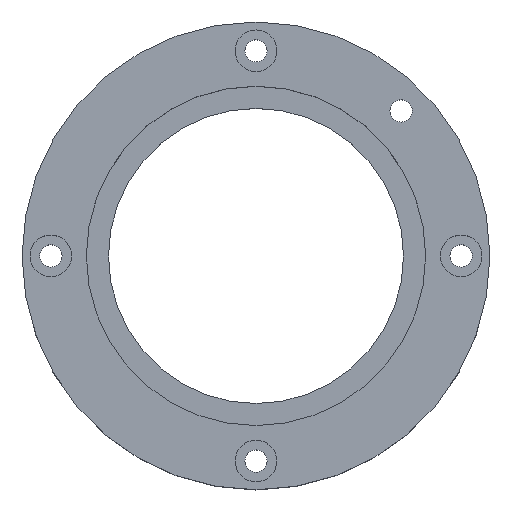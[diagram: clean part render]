
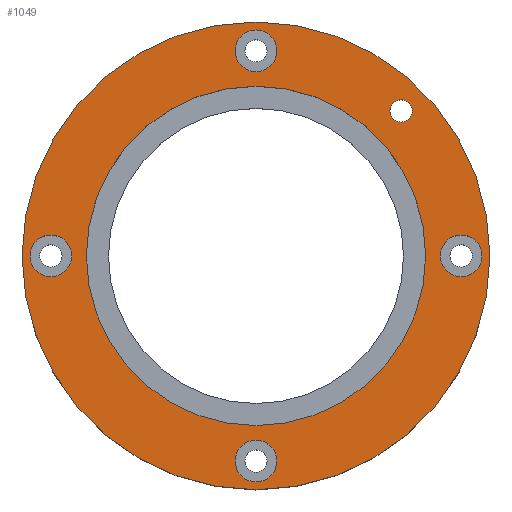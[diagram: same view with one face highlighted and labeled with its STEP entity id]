
A CAD part, top view. The second image highlights one B-rep face of the part: STEP entity #1049.
In plain terms, the highlighted planar face has unit normal (0, 0, 1).
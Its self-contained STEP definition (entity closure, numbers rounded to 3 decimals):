
#11 = CARTESIAN_POINT ( 'NONE',  ( 32.5, 0., 16.15 ) ) ;
#13 = DIRECTION ( 'NONE',  ( 1., 0., 0. ) ) ;
#19 = CARTESIAN_POINT ( 'NONE',  ( -28.5, 0., 16.15 ) ) ;
#21 = FACE_BOUND ( 'NONE', #153, .T. ) ;
#31 = DIRECTION ( 'NONE',  ( 0., 0., 1. ) ) ;
#35 = CARTESIAN_POINT ( 'NONE',  ( 0., -28.5, 16.15 ) ) ;
#36 = ORIENTED_EDGE ( 'NONE', *, *, #344, .F. ) ;
#37 = FACE_OUTER_BOUND ( 'NONE', #302, .T. ) ;
#52 = ORIENTED_EDGE ( 'NONE', *, *, #1024, .F. ) ;
#62 = VERTEX_POINT ( 'NONE', #197 ) ;
#65 = CARTESIAN_POINT ( 'NONE',  ( 20.153, 20.153, 16.15 ) ) ;
#68 = EDGE_CURVE ( 'NONE', #550, #279, #81, .T. ) ;
#79 = DIRECTION ( 'NONE',  ( 0., 0., 1. ) ) ;
#81 = CIRCLE ( 'NONE', #916, 2.9 ) ;
#88 = CARTESIAN_POINT ( 'NONE',  ( 0., 0., 16.15 ) ) ;
#114 = CIRCLE ( 'NONE', #735, 2.9 ) ;
#130 = FACE_BOUND ( 'NONE', #209, .T. ) ;
#137 = CARTESIAN_POINT ( 'NONE',  ( 31.4, 0., 16.15 ) ) ;
#141 = CARTESIAN_POINT ( 'NONE',  ( -31.4, 0., 16.15 ) ) ;
#145 = VERTEX_POINT ( 'NONE', #261 ) ;
#153 = EDGE_LOOP ( 'NONE', ( #712, #284 ) ) ;
#165 = AXIS2_PLACEMENT_3D ( 'NONE', #1085, #827, #919 ) ;
#172 = CARTESIAN_POINT ( 'NONE',  ( -2.9, -28.5, 16.15 ) ) ;
#175 = ORIENTED_EDGE ( 'NONE', *, *, #538, .T. ) ;
#180 = EDGE_CURVE ( 'NONE', #776, #371, #114, .T. ) ;
#192 = VERTEX_POINT ( 'NONE', #172 ) ;
#197 = CARTESIAN_POINT ( 'NONE',  ( 21.703, 20.153, 16.15 ) ) ;
#200 = EDGE_LOOP ( 'NONE', ( #52, #211 ) ) ;
#207 = CIRCLE ( 'NONE', #740, 2.9 ) ;
#209 = EDGE_LOOP ( 'NONE', ( #296, #469 ) ) ;
#211 = ORIENTED_EDGE ( 'NONE', *, *, #339, .F. ) ;
#214 = DIRECTION ( 'NONE',  ( 1., 0., 0. ) ) ;
#218 = EDGE_CURVE ( 'NONE', #238, #1050, #889, .T. ) ;
#232 = EDGE_CURVE ( 'NONE', #804, #710, #558, .T. ) ;
#238 = VERTEX_POINT ( 'NONE', #1098 ) ;
#253 = CIRCLE ( 'NONE', #574, 2.9 ) ;
#260 = CARTESIAN_POINT ( 'NONE',  ( -32.5, 0., 16.15 ) ) ;
#261 = CARTESIAN_POINT ( 'NONE',  ( 18.603, 20.153, 16.15 ) ) ;
#264 = CARTESIAN_POINT ( 'NONE',  ( 0., 28.5, 16.15 ) ) ;
#279 = VERTEX_POINT ( 'NONE', #669 ) ;
#282 = DIRECTION ( 'NONE',  ( 1., 0., 0. ) ) ;
#284 = ORIENTED_EDGE ( 'NONE', *, *, #878, .F. ) ;
#296 = ORIENTED_EDGE ( 'NONE', *, *, #315, .F. ) ;
#297 = CARTESIAN_POINT ( 'NONE',  ( 0., -28.5, 16.15 ) ) ;
#302 = EDGE_LOOP ( 'NONE', ( #175, #1062 ) ) ;
#314 = AXIS2_PLACEMENT_3D ( 'NONE', #88, #434, #938 ) ;
#315 = EDGE_CURVE ( 'NONE', #887, #734, #835, .T. ) ;
#320 = DIRECTION ( 'NONE',  ( 0., 0., 1. ) ) ;
#323 = AXIS2_PLACEMENT_3D ( 'NONE', #565, #825, #411 ) ;
#339 = EDGE_CURVE ( 'NONE', #145, #62, #1030, .T. ) ;
#341 = DIRECTION ( 'NONE',  ( 1., 0., 0. ) ) ;
#344 = EDGE_CURVE ( 'NONE', #371, #776, #521, .T. ) ;
#351 = AXIS2_PLACEMENT_3D ( 'NONE', #65, #417, #503 ) ;
#367 = AXIS2_PLACEMENT_3D ( 'NONE', #806, #1052, #393 ) ;
#371 = VERTEX_POINT ( 'NONE', #137 ) ;
#385 = FACE_BOUND ( 'NONE', #200, .T. ) ;
#393 = DIRECTION ( 'NONE',  ( 1., 0., 0. ) ) ;
#403 = EDGE_LOOP ( 'NONE', ( #36, #1067 ) ) ;
#411 = DIRECTION ( 'NONE',  ( 1., 0., 0. ) ) ;
#413 = DIRECTION ( 'NONE',  ( 1., 0., 0. ) ) ;
#417 = DIRECTION ( 'NONE',  ( 0., 0., 1. ) ) ;
#423 = AXIS2_PLACEMENT_3D ( 'NONE', #264, #595, #1018 ) ;
#434 = DIRECTION ( 'NONE',  ( 0., 0., 1. ) ) ;
#467 = FACE_BOUND ( 'NONE', #969, .T. ) ;
#469 = ORIENTED_EDGE ( 'NONE', *, *, #965, .F. ) ;
#477 = PLANE ( 'NONE',  #367 ) ;
#483 = DIRECTION ( 'NONE',  ( 0., 0., 1. ) ) ;
#503 = DIRECTION ( 'NONE',  ( 1., 0., 0. ) ) ;
#505 = CARTESIAN_POINT ( 'NONE',  ( 25.6, 0., 16.15 ) ) ;
#521 = CIRCLE ( 'NONE', #873, 2.9 ) ;
#538 = EDGE_CURVE ( 'NONE', #710, #804, #588, .T. ) ;
#550 = VERTEX_POINT ( 'NONE', #141 ) ;
#553 = DIRECTION ( 'NONE',  ( 1., 0., 0. ) ) ;
#558 = CIRCLE ( 'NONE', #314, 32.5 ) ;
#565 = CARTESIAN_POINT ( 'NONE',  ( 0., 0., 16.15 ) ) ;
#574 = AXIS2_PLACEMENT_3D ( 'NONE', #860, #1043, #954 ) ;
#588 = CIRCLE ( 'NONE', #323, 32.5 ) ;
#595 = DIRECTION ( 'NONE',  ( 0., 0., 1. ) ) ;
#602 = CARTESIAN_POINT ( 'NONE',  ( 23.575, 0., 16.15 ) ) ;
#628 = DIRECTION ( 'NONE',  ( 0., 0., 1. ) ) ;
#637 = ORIENTED_EDGE ( 'NONE', *, *, #807, .F. ) ;
#644 = CARTESIAN_POINT ( 'NONE',  ( 20.153, 20.153, 16.15 ) ) ;
#658 = CIRCLE ( 'NONE', #732, 1.55 ) ;
#669 = CARTESIAN_POINT ( 'NONE',  ( -25.6, 0., 16.15 ) ) ;
#677 = AXIS2_PLACEMENT_3D ( 'NONE', #700, #707, #1035 ) ;
#700 = CARTESIAN_POINT ( 'NONE',  ( -28.5, 0., 16.15 ) ) ;
#704 = DIRECTION ( 'NONE',  ( 0., 0., 1. ) ) ;
#707 = DIRECTION ( 'NONE',  ( 0., 0., 1. ) ) ;
#710 = VERTEX_POINT ( 'NONE', #260 ) ;
#712 = ORIENTED_EDGE ( 'NONE', *, *, #218, .F. ) ;
#727 = AXIS2_PLACEMENT_3D ( 'NONE', #35, #628, #282 ) ;
#732 = AXIS2_PLACEMENT_3D ( 'NONE', #644, #483, #553 ) ;
#734 = VERTEX_POINT ( 'NONE', #602 ) ;
#735 = AXIS2_PLACEMENT_3D ( 'NONE', #771, #79, #341 ) ;
#740 = AXIS2_PLACEMENT_3D ( 'NONE', #297, #704, #214 ) ;
#749 = ORIENTED_EDGE ( 'NONE', *, *, #68, .F. ) ;
#752 = CARTESIAN_POINT ( 'NONE',  ( 28.5, 0., 16.15 ) ) ;
#771 = CARTESIAN_POINT ( 'NONE',  ( 28.5, 0., 16.15 ) ) ;
#776 = VERTEX_POINT ( 'NONE', #505 ) ;
#778 = CARTESIAN_POINT ( 'NONE',  ( 2.9, -28.5, 16.15 ) ) ;
#793 = ORIENTED_EDGE ( 'NONE', *, *, #971, .F. ) ;
#800 = DIRECTION ( 'NONE',  ( 1., 0., 0. ) ) ;
#802 = VERTEX_POINT ( 'NONE', #778 ) ;
#804 = VERTEX_POINT ( 'NONE', #11 ) ;
#806 = CARTESIAN_POINT ( 'NONE',  ( 0., 0., 16.15 ) ) ;
#807 = EDGE_CURVE ( 'NONE', #279, #550, #903, .T. ) ;
#825 = DIRECTION ( 'NONE',  ( 0., 0., 1. ) ) ;
#827 = DIRECTION ( 'NONE',  ( 0., 0., 1. ) ) ;
#828 = EDGE_CURVE ( 'NONE', #192, #802, #865, .T. ) ;
#835 = CIRCLE ( 'NONE', #165, 23.575 ) ;
#860 = CARTESIAN_POINT ( 'NONE',  ( 0., 28.5, 16.15 ) ) ;
#865 = CIRCLE ( 'NONE', #727, 2.9 ) ;
#866 = CARTESIAN_POINT ( 'NONE',  ( -23.575, 0., 16.15 ) ) ;
#873 = AXIS2_PLACEMENT_3D ( 'NONE', #752, #320, #413 ) ;
#878 = EDGE_CURVE ( 'NONE', #1050, #238, #253, .T. ) ;
#880 = EDGE_LOOP ( 'NONE', ( #793, #882 ) ) ;
#881 = FACE_BOUND ( 'NONE', #880, .T. ) ;
#882 = ORIENTED_EDGE ( 'NONE', *, *, #828, .F. ) ;
#887 = VERTEX_POINT ( 'NONE', #866 ) ;
#889 = CIRCLE ( 'NONE', #423, 2.9 ) ;
#903 = CIRCLE ( 'NONE', #677, 2.9 ) ;
#916 = AXIS2_PLACEMENT_3D ( 'NONE', #19, #942, #13 ) ;
#919 = DIRECTION ( 'NONE',  ( 1., 0., 0. ) ) ;
#929 = CIRCLE ( 'NONE', #1072, 23.575 ) ;
#938 = DIRECTION ( 'NONE',  ( 1., 0., 0. ) ) ;
#942 = DIRECTION ( 'NONE',  ( 0., 0., 1. ) ) ;
#954 = DIRECTION ( 'NONE',  ( 1., 0., 0. ) ) ;
#965 = EDGE_CURVE ( 'NONE', #734, #887, #929, .T. ) ;
#966 = FACE_BOUND ( 'NONE', #403, .T. ) ;
#969 = EDGE_LOOP ( 'NONE', ( #637, #749 ) ) ;
#970 = CARTESIAN_POINT ( 'NONE',  ( -2.9, 28.5, 16.15 ) ) ;
#971 = EDGE_CURVE ( 'NONE', #802, #192, #207, .T. ) ;
#973 = CARTESIAN_POINT ( 'NONE',  ( 0., 0., 16.15 ) ) ;
#1018 = DIRECTION ( 'NONE',  ( 1., 0., 0. ) ) ;
#1024 = EDGE_CURVE ( 'NONE', #62, #145, #658, .T. ) ;
#1030 = CIRCLE ( 'NONE', #351, 1.55 ) ;
#1035 = DIRECTION ( 'NONE',  ( 1., 0., 0. ) ) ;
#1043 = DIRECTION ( 'NONE',  ( 0., 0., 1. ) ) ;
#1049 = ADVANCED_FACE ( 'NONE', ( #385, #21, #966, #881, #467, #37, #130 ), #477, .T. ) ;
#1050 = VERTEX_POINT ( 'NONE', #970 ) ;
#1052 = DIRECTION ( 'NONE',  ( 0., 0., 1. ) ) ;
#1062 = ORIENTED_EDGE ( 'NONE', *, *, #232, .T. ) ;
#1067 = ORIENTED_EDGE ( 'NONE', *, *, #180, .F. ) ;
#1072 = AXIS2_PLACEMENT_3D ( 'NONE', #973, #31, #800 ) ;
#1085 = CARTESIAN_POINT ( 'NONE',  ( 0., 0., 16.15 ) ) ;
#1098 = CARTESIAN_POINT ( 'NONE',  ( 2.9, 28.5, 16.15 ) ) ;
